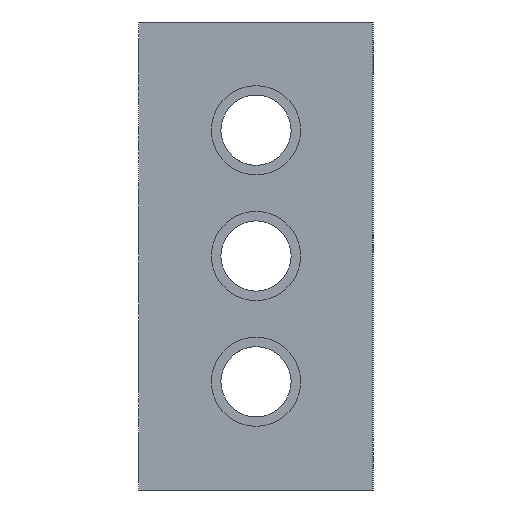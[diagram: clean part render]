
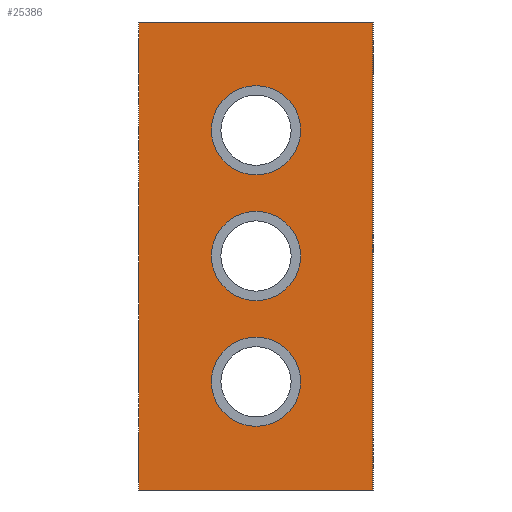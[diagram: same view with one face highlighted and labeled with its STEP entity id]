
A CAD part, left-side view. The second image highlights one B-rep face of the part: STEP entity #25386.
In plain terms, the highlighted planar face has unit normal (-1, 0, 0).
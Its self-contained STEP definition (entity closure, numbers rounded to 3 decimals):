
#65 = CARTESIAN_POINT ( 'NONE',  ( -125., 0., 0. ) ) ;
#259 = DIRECTION ( 'NONE',  ( 0., 0., 1. ) ) ;
#1784 = EDGE_CURVE ( 'NONE', #24798, #34967, #3660, .T. ) ;
#2914 = DIRECTION ( 'NONE',  ( 0., 0., 1. ) ) ;
#3660 = LINE ( 'NONE', #8807, #11216 ) ;
#4711 = FACE_BOUND ( 'NONE', #21921, .T. ) ;
#5039 = CARTESIAN_POINT ( 'NONE',  ( -125., 0., 7.625 ) ) ;
#6433 = DIRECTION ( 'NONE',  ( -1., 0., 0. ) ) ;
#6503 = CARTESIAN_POINT ( 'NONE',  ( -125., 20., 40. ) ) ;
#6587 = VERTEX_POINT ( 'NONE', #26704 ) ;
#6598 = CARTESIAN_POINT ( 'NONE',  ( -125., 0., -21.5 ) ) ;
#6612 = CARTESIAN_POINT ( 'NONE',  ( -125., 0., 21.5 ) ) ;
#7563 = DIRECTION ( 'NONE',  ( 0., 0., -1. ) ) ;
#7623 = ORIENTED_EDGE ( 'NONE', *, *, #26271, .F. ) ;
#8134 = EDGE_LOOP ( 'NONE', ( #13687, #24510, #24369, #25812 ) ) ;
#8309 = LINE ( 'NONE', #17040, #22496 ) ;
#8698 = DIRECTION ( 'NONE',  ( -1., 0., 0. ) ) ;
#8722 = AXIS2_PLACEMENT_3D ( 'NONE', #65, #19890, #2914 ) ;
#8807 = CARTESIAN_POINT ( 'NONE',  ( -125., -20., -40. ) ) ;
#9098 = ORIENTED_EDGE ( 'NONE', *, *, #9634, .F. ) ;
#9430 = DIRECTION ( 'NONE',  ( 0., 0., 1. ) ) ;
#9443 = DIRECTION ( 'NONE',  ( 0., 0., 1. ) ) ;
#9634 = EDGE_CURVE ( 'NONE', #21751, #11672, #23356, .T. ) ;
#9639 = EDGE_CURVE ( 'NONE', #33756, #11242, #8309, .T. ) ;
#10483 = FACE_OUTER_BOUND ( 'NONE', #8134, .T. ) ;
#10575 = LINE ( 'NONE', #36628, #24723 ) ;
#11216 = VECTOR ( 'NONE', #14519, 1000. ) ;
#11242 = VERTEX_POINT ( 'NONE', #6503 ) ;
#11270 = DIRECTION ( 'NONE',  ( -1., 0., 0. ) ) ;
#11362 = DIRECTION ( 'NONE',  ( 0., 1., 0. ) ) ;
#11672 = VERTEX_POINT ( 'NONE', #15240 ) ;
#12220 = CARTESIAN_POINT ( 'NONE',  ( -125., 0., -21.5 ) ) ;
#12377 = VERTEX_POINT ( 'NONE', #32899 ) ;
#13620 = VECTOR ( 'NONE', #7563, 1000. ) ;
#13687 = ORIENTED_EDGE ( 'NONE', *, *, #9639, .T. ) ;
#14519 = DIRECTION ( 'NONE',  ( 0., 1., 0. ) ) ;
#14844 = ORIENTED_EDGE ( 'NONE', *, *, #24301, .F. ) ;
#15002 = CIRCLE ( 'NONE', #30257, 7.625 ) ;
#15070 = DIRECTION ( 'NONE',  ( 0., 0., 1. ) ) ;
#15240 = CARTESIAN_POINT ( 'NONE',  ( -125., 0., -7.625 ) ) ;
#16674 = EDGE_CURVE ( 'NONE', #11242, #34967, #36281, .T. ) ;
#17040 = CARTESIAN_POINT ( 'NONE',  ( -125., -20., 40. ) ) ;
#17070 = AXIS2_PLACEMENT_3D ( 'NONE', #28205, #11270, #31075 ) ;
#17455 = CARTESIAN_POINT ( 'NONE',  ( -125., 20., -40. ) ) ;
#18000 = FACE_BOUND ( 'NONE', #30500, .T. ) ;
#19890 = DIRECTION ( 'NONE',  ( -1., 0., 0. ) ) ;
#20555 = EDGE_CURVE ( 'NONE', #24843, #23812, #21806, .T. ) ;
#21250 = AXIS2_PLACEMENT_3D ( 'NONE', #6612, #26379, #9443 ) ;
#21751 = VERTEX_POINT ( 'NONE', #5039 ) ;
#21806 = CIRCLE ( 'NONE', #17070, 7.625 ) ;
#21921 = EDGE_LOOP ( 'NONE', ( #31031, #22050 ) ) ;
#22050 = ORIENTED_EDGE ( 'NONE', *, *, #20555, .F. ) ;
#22496 = VECTOR ( 'NONE', #11362, 1000. ) ;
#22564 = DIRECTION ( 'NONE',  ( 0., 0., -1. ) ) ;
#22650 = CARTESIAN_POINT ( 'NONE',  ( -125., -20., 40. ) ) ;
#23075 = EDGE_CURVE ( 'NONE', #12377, #6587, #23099, .T. ) ;
#23099 = CIRCLE ( 'NONE', #33496, 7.625 ) ;
#23356 = CIRCLE ( 'NONE', #8722, 7.625 ) ;
#23380 = CARTESIAN_POINT ( 'NONE',  ( -125., 0., 0. ) ) ;
#23812 = VERTEX_POINT ( 'NONE', #36772 ) ;
#24301 = EDGE_CURVE ( 'NONE', #11672, #21751, #15002, .T. ) ;
#24369 = ORIENTED_EDGE ( 'NONE', *, *, #1784, .F. ) ;
#24489 = CARTESIAN_POINT ( 'NONE',  ( -125., 20., 40. ) ) ;
#24510 = ORIENTED_EDGE ( 'NONE', *, *, #16674, .T. ) ;
#24723 = VECTOR ( 'NONE', #22564, 1000. ) ;
#24798 = VERTEX_POINT ( 'NONE', #25684 ) ;
#24843 = VERTEX_POINT ( 'NONE', #34381 ) ;
#25386 = ADVANCED_FACE ( 'NONE', ( #4711, #33089, #18000, #10483 ), #31348, .T. ) ;
#25684 = CARTESIAN_POINT ( 'NONE',  ( -125., -20., -40. ) ) ;
#25812 = ORIENTED_EDGE ( 'NONE', *, *, #34759, .F. ) ;
#26212 = DIRECTION ( 'NONE',  ( 0., 0., 1. ) ) ;
#26271 = EDGE_CURVE ( 'NONE', #6587, #12377, #33879, .T. ) ;
#26363 = DIRECTION ( 'NONE',  ( -1., 0., 0. ) ) ;
#26379 = DIRECTION ( 'NONE',  ( -1., 0., 0. ) ) ;
#26704 = CARTESIAN_POINT ( 'NONE',  ( -125., 0., -13.875 ) ) ;
#27204 = AXIS2_PLACEMENT_3D ( 'NONE', #12220, #32038, #15070 ) ;
#28205 = CARTESIAN_POINT ( 'NONE',  ( -125., 0., 21.5 ) ) ;
#29253 = ORIENTED_EDGE ( 'NONE', *, *, #23075, .F. ) ;
#30257 = AXIS2_PLACEMENT_3D ( 'NONE', #23380, #6433, #26212 ) ;
#30500 = EDGE_LOOP ( 'NONE', ( #7623, #29253 ) ) ;
#30769 = CIRCLE ( 'NONE', #21250, 7.625 ) ;
#31031 = ORIENTED_EDGE ( 'NONE', *, *, #31664, .F. ) ;
#31075 = DIRECTION ( 'NONE',  ( 0., 0., 1. ) ) ;
#31348 = PLANE ( 'NONE',  #35818 ) ;
#31664 = EDGE_CURVE ( 'NONE', #23812, #24843, #30769, .T. ) ;
#32038 = DIRECTION ( 'NONE',  ( -1., 0., 0. ) ) ;
#32899 = CARTESIAN_POINT ( 'NONE',  ( -125., 0., -29.125 ) ) ;
#33089 = FACE_BOUND ( 'NONE', #34339, .T. ) ;
#33496 = AXIS2_PLACEMENT_3D ( 'NONE', #6598, #26363, #9430 ) ;
#33756 = VERTEX_POINT ( 'NONE', #22650 ) ;
#33879 = CIRCLE ( 'NONE', #27204, 7.625 ) ;
#34219 = CARTESIAN_POINT ( 'NONE',  ( -125., 0., 0. ) ) ;
#34339 = EDGE_LOOP ( 'NONE', ( #9098, #14844 ) ) ;
#34381 = CARTESIAN_POINT ( 'NONE',  ( -125., 0., 13.875 ) ) ;
#34759 = EDGE_CURVE ( 'NONE', #33756, #24798, #10575, .T. ) ;
#34967 = VERTEX_POINT ( 'NONE', #17455 ) ;
#35818 = AXIS2_PLACEMENT_3D ( 'NONE', #34219, #8698, #259 ) ;
#36281 = LINE ( 'NONE', #24489, #13620 ) ;
#36628 = CARTESIAN_POINT ( 'NONE',  ( -125., -20., 40. ) ) ;
#36772 = CARTESIAN_POINT ( 'NONE',  ( -125., 0., 29.125 ) ) ;
